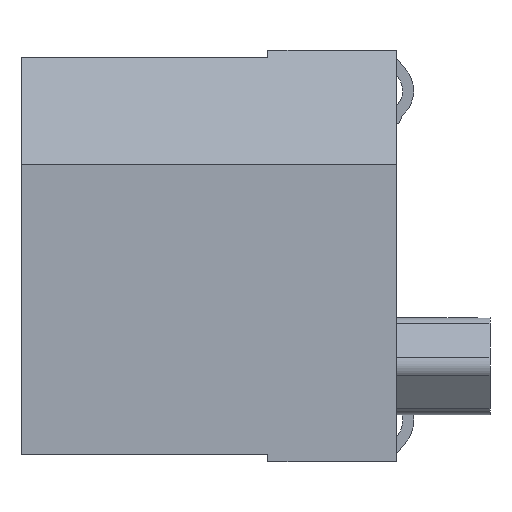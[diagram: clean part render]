
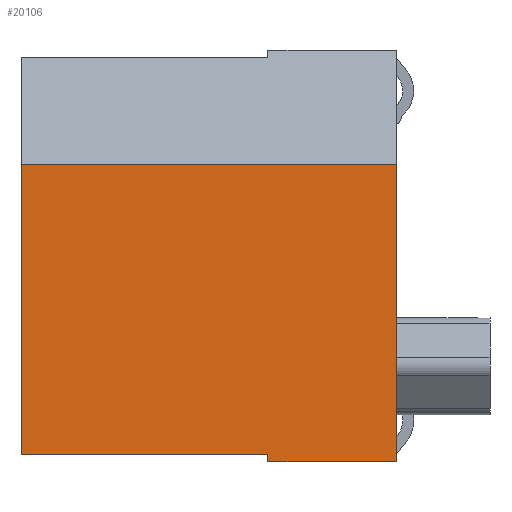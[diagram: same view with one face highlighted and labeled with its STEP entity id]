
A CAD part, left-side view. The second image highlights one B-rep face of the part: STEP entity #20106.
In plain terms, the highlighted planar face has unit normal (-1, 0, 0).
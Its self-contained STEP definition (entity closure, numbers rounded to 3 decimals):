
#1364=ORIENTED_EDGE('',*,*,#7202,.F.);
#1365=ORIENTED_EDGE('',*,*,#7191,.F.);
#1366=ORIENTED_EDGE('',*,*,#7203,.T.);
#1367=ORIENTED_EDGE('',*,*,#7198,.F.);
#1368=ORIENTED_EDGE('',*,*,#7204,.T.);
#1369=ORIENTED_EDGE('',*,*,#7205,.T.);
#7191=EDGE_CURVE('',#10088,#10089,#12105,.T.);
#7198=EDGE_CURVE('',#10095,#10096,#12112,.T.);
#7202=EDGE_CURVE('',#10089,#10099,#12116,.T.);
#7203=EDGE_CURVE('',#10088,#10096,#12117,.T.);
#7204=EDGE_CURVE('',#10095,#10100,#12118,.T.);
#7205=EDGE_CURVE('',#10100,#10099,#12119,.T.);
#10088=VERTEX_POINT('',#28746);
#10089=VERTEX_POINT('',#28748);
#10095=VERTEX_POINT('',#28763);
#10096=VERTEX_POINT('',#28764);
#10099=VERTEX_POINT('',#28772);
#10100=VERTEX_POINT('',#28775);
#12105=LINE('',#28747,#14315);
#12112=LINE('',#28762,#14322);
#12116=LINE('',#28771,#14326);
#12117=LINE('',#28773,#14327);
#12118=LINE('',#28774,#14328);
#12119=LINE('',#28776,#14329);
#14315=VECTOR('',#23048,1000.);
#14322=VECTOR('',#23059,1000.);
#14326=VECTOR('',#23065,1000.);
#14327=VECTOR('',#23066,1000.);
#14328=VECTOR('',#23067,1000.);
#14329=VECTOR('',#23068,1000.);
#16339=EDGE_LOOP('',(#1364,#1365,#1366,#1367,#1368,#1369));
#17323=FACE_BOUND('',#16339,.T.);
#18306=PLANE('',#21098);
#20106=ADVANCED_FACE('',(#17323),#18306,.F.);
#21098=AXIS2_PLACEMENT_3D('',#28770,#23063,#23064);
#23048=DIRECTION('',(0.,0.,1.));
#23059=DIRECTION('',(0.,0.,1.));
#23063=DIRECTION('',(1.,0.,0.));
#23064=DIRECTION('',(0.,0.,-1.));
#23065=DIRECTION('',(0.,-1.,0.));
#23066=DIRECTION('',(0.,-1.,0.));
#23067=DIRECTION('',(0.,-1.,0.));
#23068=DIRECTION('',(0.,0.,1.));
#28746=CARTESIAN_POINT('',(-7.,5.1,-2.7));
#28747=CARTESIAN_POINT('',(-7.,5.1,-2.7));
#28748=CARTESIAN_POINT('',(-7.,5.1,1.25));
#28762=CARTESIAN_POINT('',(-7.,1.75,-2.8));
#28763=CARTESIAN_POINT('',(-7.,1.75,-2.8));
#28764=CARTESIAN_POINT('',(-7.,1.75,-2.7));
#28770=CARTESIAN_POINT('',(-7.,1.75,-2.8));
#28771=CARTESIAN_POINT('',(-7.,1.75,1.25));
#28772=CARTESIAN_POINT('',(-7.,0.,1.25));
#28773=CARTESIAN_POINT('',(-7.,5.1,-2.7));
#28774=CARTESIAN_POINT('',(-7.,1.75,-2.8));
#28775=CARTESIAN_POINT('',(-7.,0.,-2.8));
#28776=CARTESIAN_POINT('',(-7.,0.,-2.8));
